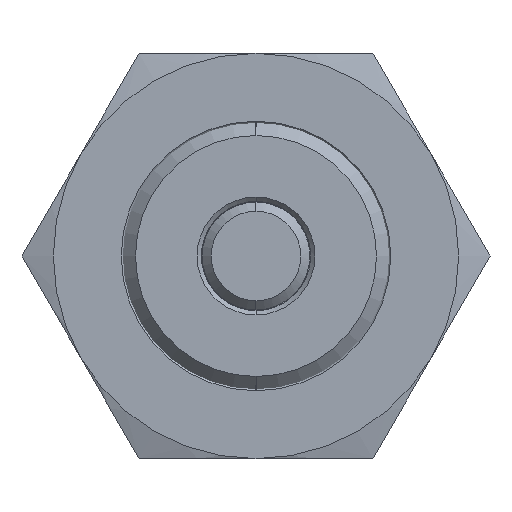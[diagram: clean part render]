
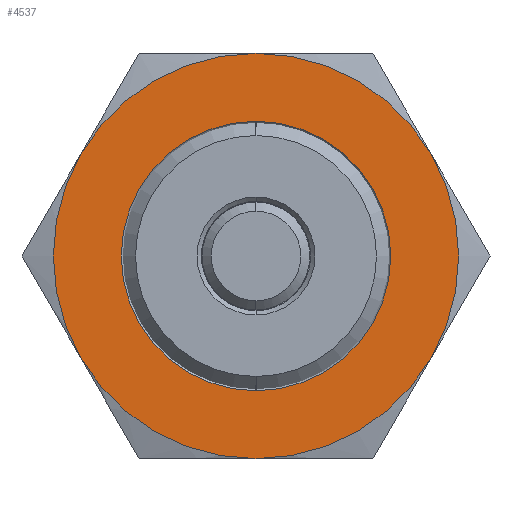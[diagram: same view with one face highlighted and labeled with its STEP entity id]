
A CAD part, left-side view. The second image highlights one B-rep face of the part: STEP entity #4537.
In plain terms, the highlighted face is planar.
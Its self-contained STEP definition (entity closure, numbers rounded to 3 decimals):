
#26 = AXIS2_PLACEMENT_3D ( 'NONE', #585, #5366, #2621 ) ;
#139 = ORIENTED_EDGE ( 'NONE', *, *, #209, .T. ) ;
#174 = VERTEX_POINT ( 'NONE', #2410 ) ;
#209 = EDGE_CURVE ( 'NONE', #4332, #174, #265, .T. ) ;
#217 = AXIS2_PLACEMENT_3D ( 'NONE', #2888, #361, #2466 ) ;
#219 = VERTEX_POINT ( 'NONE', #6266 ) ;
#265 = CIRCLE ( 'NONE', #5689, 11.938 ) ;
#322 = CARTESIAN_POINT ( 'NONE',  ( 0., 0., -9.652 ) ) ;
#361 = DIRECTION ( 'NONE',  ( 0., 0., -1. ) ) ;
#461 = AXIS2_PLACEMENT_3D ( 'NONE', #812, #2924, #1879 ) ;
#503 = CIRCLE ( 'NONE', #6498, 11.938 ) ;
#572 = AXIS2_PLACEMENT_3D ( 'NONE', #322, #5102, #1915 ) ;
#585 = CARTESIAN_POINT ( 'NONE',  ( 0., 0., -9.652 ) ) ;
#656 = AXIS2_PLACEMENT_3D ( 'NONE', #1487, #2037, #4631 ) ;
#812 = CARTESIAN_POINT ( 'NONE',  ( 0., 11.938, -9.652 ) ) ;
#837 = VERTEX_POINT ( 'NONE', #5839 ) ;
#949 = ORIENTED_EDGE ( 'NONE', *, *, #4522, .F. ) ;
#1409 = DIRECTION ( 'NONE',  ( 0., 0., -1. ) ) ;
#1423 = CARTESIAN_POINT ( 'NONE',  ( -7.938, 0., -9.652 ) ) ;
#1487 = CARTESIAN_POINT ( 'NONE',  ( 0., 0., -9.652 ) ) ;
#1529 = ORIENTED_EDGE ( 'NONE', *, *, #2396, .T. ) ;
#1766 = ORIENTED_EDGE ( 'NONE', *, *, #5327, .T. ) ;
#1858 = CARTESIAN_POINT ( 'NONE',  ( 0., 0., -9.652 ) ) ;
#1879 = DIRECTION ( 'NONE',  ( 1., 0., 0. ) ) ;
#1906 = AXIS2_PLACEMENT_3D ( 'NONE', #1858, #5706, #5049 ) ;
#1915 = DIRECTION ( 'NONE',  ( -1., 0., 0. ) ) ;
#1987 = VERTEX_POINT ( 'NONE', #6178 ) ;
#2037 = DIRECTION ( 'NONE',  ( 0., 0., -1. ) ) ;
#2064 = EDGE_CURVE ( 'NONE', #3662, #219, #3457, .T. ) ;
#2110 = CIRCLE ( 'NONE', #3000, 11.938 ) ;
#2284 = DIRECTION ( 'NONE',  ( -1., 0., 0. ) ) ;
#2378 = CARTESIAN_POINT ( 'NONE',  ( 0., 0., -9.652 ) ) ;
#2389 = CARTESIAN_POINT ( 'NONE',  ( -5.969, 10.339, -9.652 ) ) ;
#2396 = EDGE_CURVE ( 'NONE', #837, #3662, #3566, .T. ) ;
#2410 = CARTESIAN_POINT ( 'NONE',  ( 5.969, -10.339, -9.652 ) ) ;
#2431 = FACE_OUTER_BOUND ( 'NONE', #3325, .T. ) ;
#2466 = DIRECTION ( 'NONE',  ( -1., 0., 0. ) ) ;
#2621 = DIRECTION ( 'NONE',  ( -1., 0., 0. ) ) ;
#2888 = CARTESIAN_POINT ( 'NONE',  ( 0., 0., -9.652 ) ) ;
#2924 = DIRECTION ( 'NONE',  ( 0., 0., 1. ) ) ;
#3000 = AXIS2_PLACEMENT_3D ( 'NONE', #5970, #6527, #2284 ) ;
#3222 = EDGE_CURVE ( 'NONE', #5087, #4964, #5634, .T. ) ;
#3325 = EDGE_LOOP ( 'NONE', ( #1529, #6575, #3455, #139, #1766, #4432 ) ) ;
#3447 = PLANE ( 'NONE',  #461 ) ;
#3455 = ORIENTED_EDGE ( 'NONE', *, *, #5796, .T. ) ;
#3457 = CIRCLE ( 'NONE', #26, 11.938 ) ;
#3521 = DIRECTION ( 'NONE',  ( -1., 0., 0. ) ) ;
#3566 = CIRCLE ( 'NONE', #1906, 11.938 ) ;
#3638 = CIRCLE ( 'NONE', #656, 11.938 ) ;
#3651 = CARTESIAN_POINT ( 'NONE',  ( 11.938, 0., -9.652 ) ) ;
#3662 = VERTEX_POINT ( 'NONE', #2389 ) ;
#3822 = EDGE_CURVE ( 'NONE', #1987, #837, #3638, .T. ) ;
#4088 = FACE_BOUND ( 'NONE', #4286, .T. ) ;
#4286 = EDGE_LOOP ( 'NONE', ( #949, #4562 ) ) ;
#4332 = VERTEX_POINT ( 'NONE', #3651 ) ;
#4432 = ORIENTED_EDGE ( 'NONE', *, *, #3822, .T. ) ;
#4522 = EDGE_CURVE ( 'NONE', #4964, #5087, #6570, .T. ) ;
#4537 = ADVANCED_FACE ( 'NONE', ( #4088, #2431 ), #3447, .F. ) ;
#4562 = ORIENTED_EDGE ( 'NONE', *, *, #3222, .F. ) ;
#4631 = DIRECTION ( 'NONE',  ( -1., 0., 0. ) ) ;
#4964 = VERTEX_POINT ( 'NONE', #5910 ) ;
#5049 = DIRECTION ( 'NONE',  ( -1., 0., 0. ) ) ;
#5087 = VERTEX_POINT ( 'NONE', #1423 ) ;
#5102 = DIRECTION ( 'NONE',  ( 0., 0., -1. ) ) ;
#5327 = EDGE_CURVE ( 'NONE', #174, #1987, #2110, .T. ) ;
#5360 = DIRECTION ( 'NONE',  ( -1., 0., 0. ) ) ;
#5366 = DIRECTION ( 'NONE',  ( 0., 0., -1. ) ) ;
#5634 = CIRCLE ( 'NONE', #217, 7.938 ) ;
#5689 = AXIS2_PLACEMENT_3D ( 'NONE', #2378, #1409, #3521 ) ;
#5706 = DIRECTION ( 'NONE',  ( 0., 0., -1. ) ) ;
#5796 = EDGE_CURVE ( 'NONE', #219, #4332, #503, .T. ) ;
#5839 = CARTESIAN_POINT ( 'NONE',  ( -11.938, 0., -9.652 ) ) ;
#5852 = CARTESIAN_POINT ( 'NONE',  ( 0., 0., -9.652 ) ) ;
#5910 = CARTESIAN_POINT ( 'NONE',  ( 7.938, 0., -9.652 ) ) ;
#5970 = CARTESIAN_POINT ( 'NONE',  ( 0., 0., -9.652 ) ) ;
#6178 = CARTESIAN_POINT ( 'NONE',  ( -5.969, -10.339, -9.652 ) ) ;
#6266 = CARTESIAN_POINT ( 'NONE',  ( 5.969, 10.339, -9.652 ) ) ;
#6411 = DIRECTION ( 'NONE',  ( 0., 0., -1. ) ) ;
#6498 = AXIS2_PLACEMENT_3D ( 'NONE', #5852, #6411, #5360 ) ;
#6527 = DIRECTION ( 'NONE',  ( 0., 0., -1. ) ) ;
#6570 = CIRCLE ( 'NONE', #572, 7.938 ) ;
#6575 = ORIENTED_EDGE ( 'NONE', *, *, #2064, .T. ) ;
